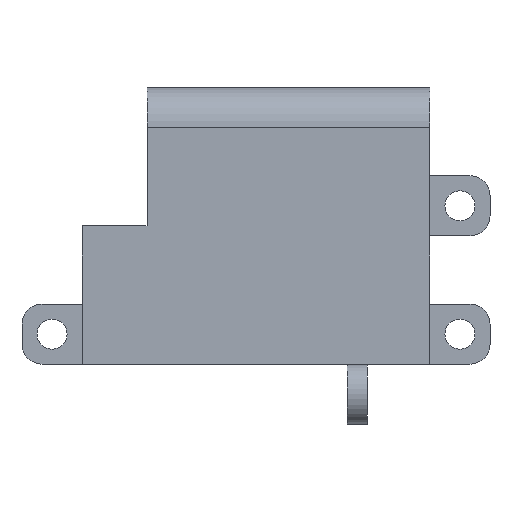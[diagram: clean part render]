
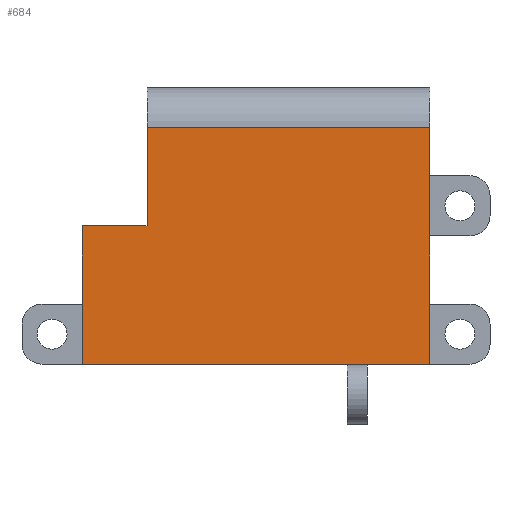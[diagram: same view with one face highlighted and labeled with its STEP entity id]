
A CAD part, front view. The second image highlights one B-rep face of the part: STEP entity #684.
In plain terms, the highlighted planar face has unit normal (0, -1, 0).
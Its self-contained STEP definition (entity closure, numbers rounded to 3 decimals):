
#47=PLANE('',#763);
#81=FACE_OUTER_BOUND('',#125,.T.);
#125=EDGE_LOOP('',(#622,#623,#624,#625,#626,#627));
#132=LINE('',#972,#200);
#137=LINE('',#984,#205);
#164=LINE('',#1055,#232);
#195=LINE('',#1141,#263);
#196=LINE('',#1143,#264);
#197=LINE('',#1145,#265);
#200=VECTOR('',#778,10.);
#205=VECTOR('',#789,10.);
#232=VECTOR('',#846,10.);
#263=VECTOR('',#939,10.);
#264=VECTOR('',#942,10.);
#265=VECTOR('',#945,10.);
#295=VERTEX_POINT('',#969);
#296=VERTEX_POINT('',#971);
#300=VERTEX_POINT('',#983);
#329=VERTEX_POINT('',#1054);
#352=VERTEX_POINT('',#1137);
#353=VERTEX_POINT('',#1139);
#359=EDGE_CURVE('',#295,#296,#132,.T.);
#365=EDGE_CURVE('',#300,#296,#137,.T.);
#400=EDGE_CURVE('',#300,#329,#164,.T.);
#443=EDGE_CURVE('',#353,#352,#195,.T.);
#444=EDGE_CURVE('',#329,#353,#196,.T.);
#445=EDGE_CURVE('',#295,#352,#197,.T.);
#622=ORIENTED_EDGE('',*,*,#359,.F.);
#623=ORIENTED_EDGE('',*,*,#445,.T.);
#624=ORIENTED_EDGE('',*,*,#443,.F.);
#625=ORIENTED_EDGE('',*,*,#444,.F.);
#626=ORIENTED_EDGE('',*,*,#400,.F.);
#627=ORIENTED_EDGE('',*,*,#365,.T.);
#684=ADVANCED_FACE('',(#81),#47,.F.);
#763=AXIS2_PLACEMENT_3D('',#1146,#946,#947);
#778=DIRECTION('',(1.,0.,0.));
#789=DIRECTION('',(0.,0.,1.));
#846=DIRECTION('',(-1.,0.,0.));
#939=DIRECTION('',(1.,0.,0.));
#942=DIRECTION('',(0.,0.,1.));
#945=DIRECTION('',(0.,0.,-1.));
#946=DIRECTION('center_axis',(0.,1.,0.));
#947=DIRECTION('ref_axis',(0.,0.,1.));
#969=CARTESIAN_POINT('',(-14.12,0.,11.8));
#971=CARTESIAN_POINT('',(0.,0.,11.8));
#972=CARTESIAN_POINT('',(-10.59,0.,11.8));
#983=CARTESIAN_POINT('',(0.,0.,0.));
#984=CARTESIAN_POINT('',(0.,0.,6.9));
#1054=CARTESIAN_POINT('',(-17.36,0.,0.));
#1055=CARTESIAN_POINT('',(0.,0.,0.));
#1137=CARTESIAN_POINT('',(-14.12,0.,6.9));
#1139=CARTESIAN_POINT('',(-17.36,0.,6.9));
#1141=CARTESIAN_POINT('',(-17.36,0.,6.9));
#1143=CARTESIAN_POINT('',(-17.36,0.,0.));
#1145=CARTESIAN_POINT('',(-14.12,0.,13.8));
#1146=CARTESIAN_POINT('Origin',(-7.06,0.,10.35));
